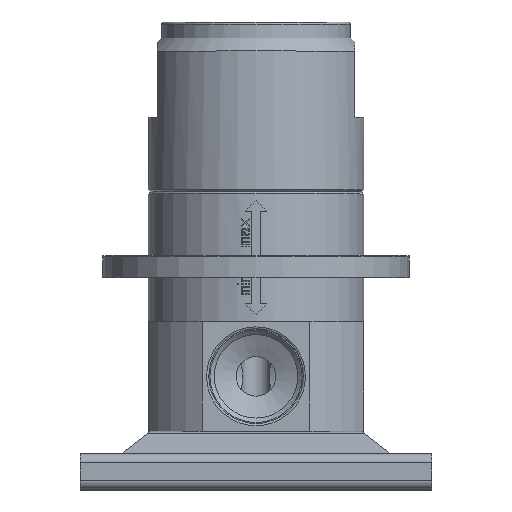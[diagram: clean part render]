
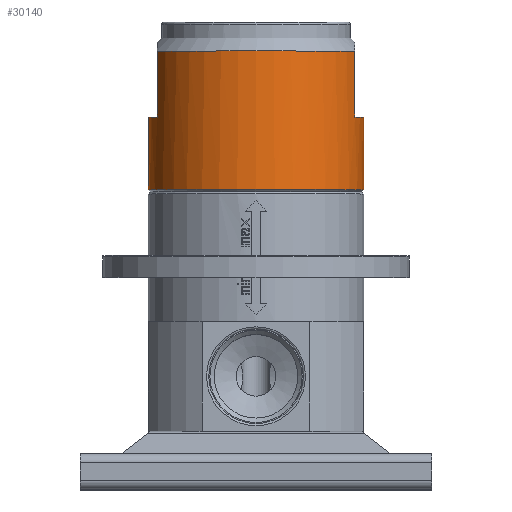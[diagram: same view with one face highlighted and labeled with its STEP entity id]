
A CAD part, top view. The second image highlights one B-rep face of the part: STEP entity #30140.
In plain terms, the highlighted cylindrical face has radius 24.5 mm (diameter 49 mm), a full revolution.
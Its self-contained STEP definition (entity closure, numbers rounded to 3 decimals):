
#281=LINE('',#40509,#2179);
#283=LINE('',#40513,#2181);
#285=LINE('',#40532,#2183);
#286=LINE('',#40533,#2184);
#2179=VECTOR('',#33889,1000.);
#2181=VECTOR('',#33891,1000.);
#2183=VECTOR('',#33901,1000.);
#2184=VECTOR('',#33902,1000.);
#4500=CYLINDRICAL_SURFACE('',#31521,24.5);
#4788=ORIENTED_EDGE('',*,*,#11363,.T.);
#4789=ORIENTED_EDGE('',*,*,#11371,.T.);
#4790=ORIENTED_EDGE('',*,*,#11361,.F.);
#4791=ORIENTED_EDGE('',*,*,#11364,.F.);
#4792=ORIENTED_EDGE('',*,*,#11368,.T.);
#4793=ORIENTED_EDGE('',*,*,#11370,.T.);
#4794=ORIENTED_EDGE('',*,*,#11369,.F.);
#4795=ORIENTED_EDGE('',*,*,#11365,.F.);
#4796=ORIENTED_EDGE('',*,*,#11372,.F.);
#11361=EDGE_CURVE('',#14658,#14659,#281,.T.);
#11363=EDGE_CURVE('',#14657,#14660,#283,.T.);
#11364=EDGE_CURVE('',#14661,#14658,#16862,.T.);
#11365=EDGE_CURVE('',#14657,#14662,#16863,.T.);
#11368=EDGE_CURVE('',#14661,#14663,#285,.T.);
#11369=EDGE_CURVE('',#14662,#14664,#286,.T.);
#11370=EDGE_CURVE('',#14663,#14664,#16864,.T.);
#11371=EDGE_CURVE('',#14660,#14659,#16865,.T.);
#11372=EDGE_CURVE('',#14665,#14665,#16866,.T.);
#14657=VERTEX_POINT('',#40507);
#14658=VERTEX_POINT('',#40508);
#14659=VERTEX_POINT('',#40510);
#14660=VERTEX_POINT('',#40512);
#14661=VERTEX_POINT('',#40516);
#14662=VERTEX_POINT('',#40518);
#14663=VERTEX_POINT('',#40530);
#14664=VERTEX_POINT('',#40531);
#14665=VERTEX_POINT('',#40540);
#16862=CIRCLE('',#31514,24.5);
#16863=CIRCLE('',#31515,24.5);
#16864=CIRCLE('',#31518,24.5);
#16865=CIRCLE('',#31520,24.5);
#16866=CIRCLE('',#31522,24.5);
#17859=EDGE_LOOP('',(#4788,#4789,#4790,#4791,#4792,#4793,#4794,#4795));
#17860=EDGE_LOOP('',(#4796));
#19429=FACE_BOUND('',#17859,.T.);
#19430=FACE_BOUND('',#17860,.T.);
#30140=ADVANCED_FACE('',(#19429,#19430),#4500,.T.);
#31514=AXIS2_PLACEMENT_3D('',#40515,#33894,#33895);
#31515=AXIS2_PLACEMENT_3D('',#40517,#33896,#33897);
#31518=AXIS2_PLACEMENT_3D('',#40535,#33905,#33906);
#31520=AXIS2_PLACEMENT_3D('',#40537,#33909,#33910);
#31521=AXIS2_PLACEMENT_3D('',#40538,#33911,#33912);
#31522=AXIS2_PLACEMENT_3D('',#40539,#33913,#33914);
#33889=DIRECTION('',(0.,0.,-1.));
#33891=DIRECTION('',(0.,0.,-1.));
#33894=DIRECTION('',(0.,0.,1.));
#33895=DIRECTION('',(-0.918,-0.396,0.));
#33896=DIRECTION('',(0.,0.,1.));
#33897=DIRECTION('',(0.918,0.396,0.));
#33901=DIRECTION('',(0.,0.,-1.));
#33902=DIRECTION('',(0.,0.,-1.));
#33905=DIRECTION('',(0.,0.,-1.));
#33906=DIRECTION('',(-0.918,-0.396,0.));
#33909=DIRECTION('',(0.,0.,-1.));
#33910=DIRECTION('',(1.,0.,0.));
#33911=DIRECTION('',(0.,0.,-1.));
#33912=DIRECTION('',(1.,0.,0.));
#33913=DIRECTION('',(0.,0.,-1.));
#33914=DIRECTION('',(1.,0.,0.));
#40507=CARTESIAN_POINT('',(22.5,9.695,61.5));
#40508=CARTESIAN_POINT('',(22.5,-9.695,61.5));
#40509=CARTESIAN_POINT('',(22.5,-9.695,61.5));
#40510=CARTESIAN_POINT('',(22.5,-9.695,46.5));
#40512=CARTESIAN_POINT('',(22.5,9.695,46.5));
#40513=CARTESIAN_POINT('',(22.5,9.695,61.5));
#40515=CARTESIAN_POINT('',(0.,0.,61.5));
#40516=CARTESIAN_POINT('',(-22.5,-9.695,61.5));
#40517=CARTESIAN_POINT('',(0.,0.,61.5));
#40518=CARTESIAN_POINT('',(-22.5,9.695,61.5));
#40530=CARTESIAN_POINT('',(-22.5,-9.695,46.5));
#40531=CARTESIAN_POINT('',(-22.5,9.695,46.5));
#40532=CARTESIAN_POINT('',(-22.5,-9.695,61.5));
#40533=CARTESIAN_POINT('',(-22.5,9.695,61.5));
#40535=CARTESIAN_POINT('',(0.,0.,46.5));
#40537=CARTESIAN_POINT('',(0.,0.,46.5));
#40538=CARTESIAN_POINT('',(0.,0.,69.825));
#40539=CARTESIAN_POINT('',(0.,0.,30.));
#40540=CARTESIAN_POINT('',(24.5,0.,30.));
